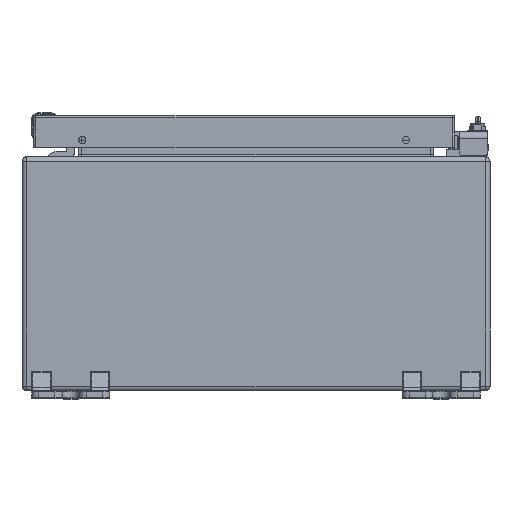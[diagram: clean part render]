
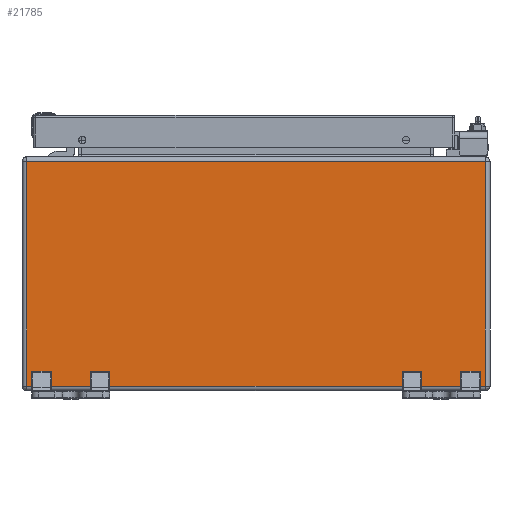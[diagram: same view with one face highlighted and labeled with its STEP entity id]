
A CAD part, front view. The second image highlights one B-rep face of the part: STEP entity #21785.
In plain terms, the highlighted planar face has unit normal (0, -1, 0).
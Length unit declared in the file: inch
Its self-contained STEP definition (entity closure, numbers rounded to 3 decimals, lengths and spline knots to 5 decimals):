
#82 = DIRECTION ( 'NONE',  ( -1., 0., 0. ) ) ;
#342 = DIRECTION ( 'NONE',  ( 0., 1., 0. ) ) ;
#1810 = CARTESIAN_POINT ( 'NONE',  ( -6., -10., 2.88189 ) ) ;
#3366 = CARTESIAN_POINT ( 'NONE',  ( -5.88189, -10., 3. ) ) ;
#4034 = ORIENTED_EDGE ( 'NONE', *, *, #34707, .F. ) ;
#5385 = EDGE_CURVE ( 'NONE', #43101, #39779, #51172, .T. ) ;
#5864 = PLANE ( 'NONE',  #45699 ) ;
#5975 = VECTOR ( 'NONE', #39940, 39.37008 ) ;
#6130 = ORIENTED_EDGE ( 'NONE', *, *, #10970, .F. ) ;
#7810 = LINE ( 'NONE', #21701, #5975 ) ;
#10570 = LINE ( 'NONE', #19814, #58803 ) ;
#10970 = EDGE_CURVE ( 'NONE', #39779, #21268, #20013, .T. ) ;
#19814 = CARTESIAN_POINT ( 'NONE',  ( -6., -10., -2.88189 ) ) ;
#20013 = LINE ( 'NONE', #1810, #42982 ) ;
#21268 = VERTEX_POINT ( 'NONE', #24453 ) ;
#21701 = CARTESIAN_POINT ( 'NONE',  ( 5.88189, -10., 3. ) ) ;
#21785 = ADVANCED_FACE ( 'NONE', ( #48153 ), #5864, .F. ) ;
#24453 = CARTESIAN_POINT ( 'NONE',  ( 5.88189, -10., 2.88189 ) ) ;
#24633 = DIRECTION ( 'NONE',  ( 1., 0., 0. ) ) ;
#24681 = CARTESIAN_POINT ( 'NONE',  ( -6., -10., 3. ) ) ;
#25584 = ORIENTED_EDGE ( 'NONE', *, *, #5385, .F. ) ;
#29667 = VECTOR ( 'NONE', #59532, 39.37008 ) ;
#30320 = EDGE_CURVE ( 'NONE', #61080, #43101, #10570, .T. ) ;
#34707 = EDGE_CURVE ( 'NONE', #21268, #61080, #7810, .T. ) ;
#36812 = CARTESIAN_POINT ( 'NONE',  ( -5.88189, -10., 2.88189 ) ) ;
#38900 = DIRECTION ( 'NONE',  ( 0., 0., 1. ) ) ;
#39779 = VERTEX_POINT ( 'NONE', #36812 ) ;
#39940 = DIRECTION ( 'NONE',  ( 0., 0., -1. ) ) ;
#40357 = CARTESIAN_POINT ( 'NONE',  ( 5.88189, -10., -2.88189 ) ) ;
#42982 = VECTOR ( 'NONE', #24633, 39.37008 ) ;
#43101 = VERTEX_POINT ( 'NONE', #52712 ) ;
#45699 = AXIS2_PLACEMENT_3D ( 'NONE', #24681, #342, #38900 ) ;
#48153 = FACE_OUTER_BOUND ( 'NONE', #58089, .T. ) ;
#51172 = LINE ( 'NONE', #3366, #29667 ) ;
#52712 = CARTESIAN_POINT ( 'NONE',  ( -5.88189, -10., -2.88189 ) ) ;
#55763 = ORIENTED_EDGE ( 'NONE', *, *, #30320, .F. ) ;
#58089 = EDGE_LOOP ( 'NONE', ( #55763, #4034, #6130, #25584 ) ) ;
#58803 = VECTOR ( 'NONE', #82, 39.37008 ) ;
#59532 = DIRECTION ( 'NONE',  ( 0., 0., 1. ) ) ;
#61080 = VERTEX_POINT ( 'NONE', #40357 ) ;
